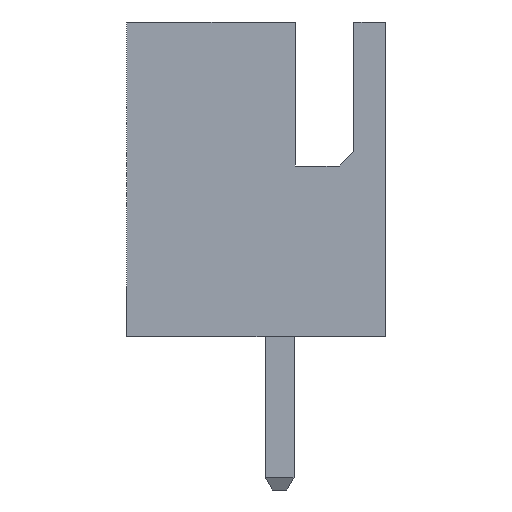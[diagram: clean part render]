
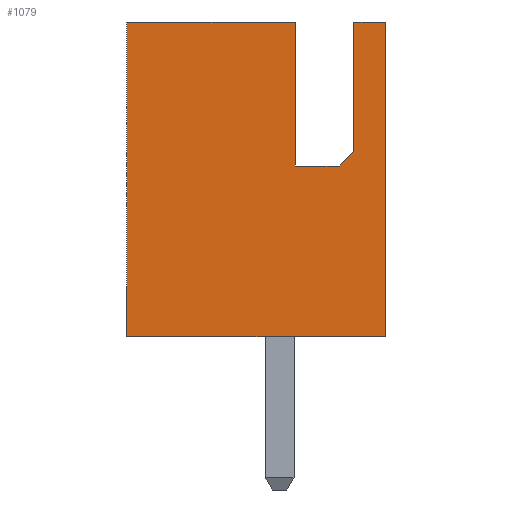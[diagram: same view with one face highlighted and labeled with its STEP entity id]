
A CAD part, left-side view. The second image highlights one B-rep face of the part: STEP entity #1079.
In plain terms, the highlighted planar face has unit normal (-1, 0, 0).
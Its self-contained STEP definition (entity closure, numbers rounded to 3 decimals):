
#1079=ADVANCED_FACE('',(#2048),#2050,.T.);
#2048=FACE_BOUND('',#2049,.T.);
#2049=EDGE_LOOP('',(#2856,#2857,#2858,#2859,#2860,#2861,#2862,#2863,#2864));
#2050=PLANE('',#2051);
#2051=AXIS2_PLACEMENT_3D('',#2052,#2053,#2054);
#2052=CARTESIAN_POINT('',(-30.05,3.4,0.));
#2053=DIRECTION('',(-1.,0.,0.));
#2054=DIRECTION('',(0.,-1.,0.));
#2856=ORIENTED_EDGE('',*,*,#3350,.T.);
#2857=ORIENTED_EDGE('',*,*,#3351,.T.);
#2858=ORIENTED_EDGE('',*,*,#3352,.F.);
#2859=ORIENTED_EDGE('',*,*,#3274,.F.);
#2860=ORIENTED_EDGE('',*,*,#3295,.T.);
#2861=ORIENTED_EDGE('',*,*,#3339,.T.);
#2862=ORIENTED_EDGE('',*,*,#3353,.F.);
#2863=ORIENTED_EDGE('',*,*,#3354,.T.);
#2864=ORIENTED_EDGE('',*,*,#3355,.T.);
#3274=EDGE_CURVE('',#3752,#3754,#3755,.T.);
#3295=EDGE_CURVE('',#3752,#3782,#3784,.T.);
#3339=EDGE_CURVE('',#3782,#3846,#3848,.T.);
#3350=EDGE_CURVE('',#3859,#3860,#3861,.F.);
#3351=EDGE_CURVE('',#3860,#3862,#3863,.F.);
#3352=EDGE_CURVE('',#3754,#3862,#3864,.T.);
#3353=EDGE_CURVE('',#3865,#3846,#3866,.T.);
#3354=EDGE_CURVE('',#3865,#3867,#3868,.F.);
#3355=EDGE_CURVE('',#3867,#3859,#3869,.F.);
#3752=VERTEX_POINT('',#4633);
#3754=VERTEX_POINT('',#4637);
#3755=LINE('',#4638,#4639);
#3782=VERTEX_POINT('',#4705);
#3784=LINE('',#4709,#4710);
#3846=VERTEX_POINT('',#4857);
#3848=LINE('',#4861,#4862);
#3859=VERTEX_POINT('',#4894);
#3860=VERTEX_POINT('',#4895);
#3861=LINE('',#4896,#4897);
#3862=VERTEX_POINT('',#4899);
#3863=LINE('',#4900,#4901);
#3864=LINE('',#4903,#4904);
#3865=VERTEX_POINT('',#4906);
#3866=LINE('',#4907,#4908);
#3867=VERTEX_POINT('',#4910);
#3868=LINE('',#4911,#4912);
#3869=LINE('',#4914,#4915);
#4633=CARTESIAN_POINT('',(-30.05,3.4,0.));
#4637=CARTESIAN_POINT('',(-30.05,3.4,7.));
#4638=CARTESIAN_POINT('',(-30.05,3.4,0.));
#4639=VECTOR('',#4640,1.);
#4640=DIRECTION('',(0.,0.,1.));
#4705=CARTESIAN_POINT('',(-30.05,-2.35,0.));
#4709=CARTESIAN_POINT('',(-30.05,3.4,0.));
#4710=VECTOR('',#4711,1.);
#4711=DIRECTION('',(0.,-1.,0.));
#4857=CARTESIAN_POINT('',(-30.05,-2.35,7.));
#4861=CARTESIAN_POINT('',(-30.05,-2.35,0.));
#4862=VECTOR('',#4863,1.);
#4863=DIRECTION('',(0.,0.,1.));
#4894=CARTESIAN_POINT('',(-30.05,-1.325,3.8));
#4895=CARTESIAN_POINT('',(-30.05,-0.35,3.8));
#4896=CARTESIAN_POINT('',(-30.05,-0.35,3.8));
#4897=VECTOR('',#4898,1.);
#4898=DIRECTION('',(0.,-1.,0.));
#4899=CARTESIAN_POINT('',(-30.05,-0.35,7.));
#4900=CARTESIAN_POINT('',(-30.05,-0.35,7.));
#4901=VECTOR('',#4902,1.);
#4902=DIRECTION('',(0.,0.,-1.));
#4903=CARTESIAN_POINT('',(-30.05,3.4,7.));
#4904=VECTOR('',#4905,1.);
#4905=DIRECTION('',(0.,-1.,0.));
#4906=CARTESIAN_POINT('',(-30.05,-1.65,7.));
#4907=CARTESIAN_POINT('',(-30.05,-1.65,7.));
#4908=VECTOR('',#4909,1.);
#4909=DIRECTION('',(0.,-1.,0.));
#4910=CARTESIAN_POINT('',(-30.05,-1.65,4.125));
#4911=CARTESIAN_POINT('',(-30.05,-1.65,4.125));
#4912=VECTOR('',#4913,1.);
#4913=DIRECTION('',(0.,0.,1.));
#4914=CARTESIAN_POINT('',(-30.05,-1.325,3.8));
#4915=VECTOR('',#4916,1.);
#4916=DIRECTION('',(0.,-0.707,0.707));
